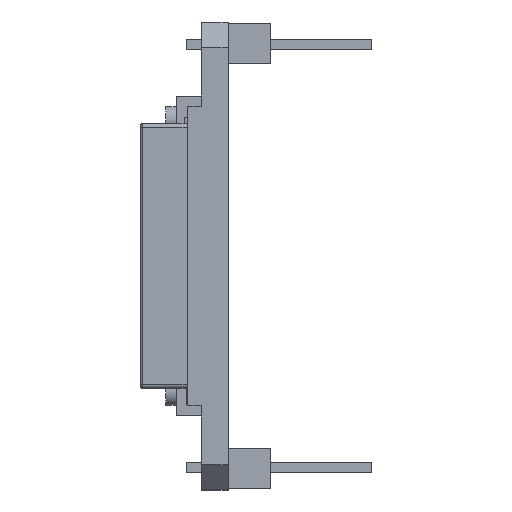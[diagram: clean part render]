
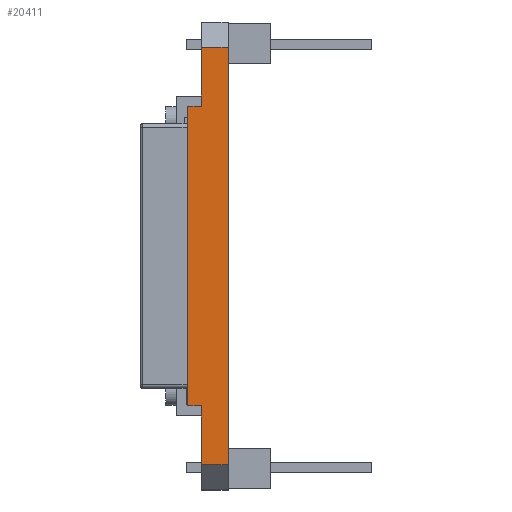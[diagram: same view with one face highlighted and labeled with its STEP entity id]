
A CAD part, left-side view. The second image highlights one B-rep face of the part: STEP entity #20411.
In plain terms, the highlighted planar face has unit normal (-1, 0, 0).
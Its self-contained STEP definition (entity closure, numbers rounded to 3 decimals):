
#312 = CARTESIAN_POINT ( 'NONE',  ( -25.55, 1.6, 13.9 ) ) ;
#2296 = DIRECTION ( 'NONE',  ( 1., 0., 0. ) ) ;
#2578 = DIRECTION ( 'NONE',  ( 0., -1., 0. ) ) ;
#2695 = CARTESIAN_POINT ( 'NONE',  ( -25.55, 1.6, 13.9 ) ) ;
#3066 = LINE ( 'NONE', #14925, #12975 ) ;
#3134 = ORIENTED_EDGE ( 'NONE', *, *, #22657, .F. ) ;
#3366 = CARTESIAN_POINT ( 'NONE',  ( -25.55, 2.4, -8.9 ) ) ;
#3425 = ORIENTED_EDGE ( 'NONE', *, *, #5934, .T. ) ;
#3426 = VECTOR ( 'NONE', #2578, 1000. ) ;
#3787 = VERTEX_POINT ( 'NONE', #24173 ) ;
#4149 = DIRECTION ( 'NONE',  ( 0., -1., 0. ) ) ;
#5321 = DIRECTION ( 'NONE',  ( 0., 0., 1. ) ) ;
#5401 = VECTOR ( 'NONE', #25227, 1000. ) ;
#5934 = EDGE_CURVE ( 'NONE', #16691, #3787, #23156, .T. ) ;
#6101 = CARTESIAN_POINT ( 'NONE',  ( -25.55, 2.4, -8.9 ) ) ;
#6771 = VECTOR ( 'NONE', #21688, 1000. ) ;
#6787 = VECTOR ( 'NONE', #20967, 1000. ) ;
#7813 = LINE ( 'NONE', #20003, #16200 ) ;
#7870 = CARTESIAN_POINT ( 'NONE',  ( -25.55, 1.6, 12.4 ) ) ;
#7883 = CARTESIAN_POINT ( 'NONE',  ( -25.55, 1.6, 8.9 ) ) ;
#8294 = EDGE_LOOP ( 'NONE', ( #24043, #3425, #13559, #11318, #18498, #23777, #3134, #25393 ) ) ;
#9095 = CARTESIAN_POINT ( 'NONE',  ( -25.55, 0., 13.9 ) ) ;
#10249 = CARTESIAN_POINT ( 'NONE',  ( -25.55, 2.4, 8.9 ) ) ;
#11107 = AXIS2_PLACEMENT_3D ( 'NONE', #312, #2296, #14966 ) ;
#11318 = ORIENTED_EDGE ( 'NONE', *, *, #12195, .F. ) ;
#11420 = LINE ( 'NONE', #6101, #24724 ) ;
#11671 = EDGE_CURVE ( 'NONE', #14601, #3787, #24528, .T. ) ;
#12195 = EDGE_CURVE ( 'NONE', #19129, #14601, #13979, .T. ) ;
#12238 = VERTEX_POINT ( 'NONE', #24993 ) ;
#12635 = LINE ( 'NONE', #18804, #6787 ) ;
#12975 = VECTOR ( 'NONE', #5321, 1000. ) ;
#13559 = ORIENTED_EDGE ( 'NONE', *, *, #11671, .F. ) ;
#13979 = LINE ( 'NONE', #18967, #3426 ) ;
#14601 = VERTEX_POINT ( 'NONE', #7883 ) ;
#14925 = CARTESIAN_POINT ( 'NONE',  ( -25.55, 1.6, 13.9 ) ) ;
#14966 = DIRECTION ( 'NONE',  ( 0., 0., -1. ) ) ;
#15964 = CARTESIAN_POINT ( 'NONE',  ( -25.55, 1.6, -8.9 ) ) ;
#16200 = VECTOR ( 'NONE', #4149, 1000. ) ;
#16208 = VERTEX_POINT ( 'NONE', #15964 ) ;
#16691 = VERTEX_POINT ( 'NONE', #25434 ) ;
#17165 = EDGE_CURVE ( 'NONE', #22276, #16691, #17463, .T. ) ;
#17463 = LINE ( 'NONE', #9095, #5401 ) ;
#17538 = CARTESIAN_POINT ( 'NONE',  ( -25.55, 0., -12.4 ) ) ;
#17770 = DIRECTION ( 'NONE',  ( 0., 0., 1. ) ) ;
#17997 = PLANE ( 'NONE',  #11107 ) ;
#18385 = VERTEX_POINT ( 'NONE', #3366 ) ;
#18498 = ORIENTED_EDGE ( 'NONE', *, *, #22834, .F. ) ;
#18558 = DIRECTION ( 'NONE',  ( 0., 0., 1. ) ) ;
#18804 = CARTESIAN_POINT ( 'NONE',  ( -25.55, 2.4, -8.9 ) ) ;
#18967 = CARTESIAN_POINT ( 'NONE',  ( -25.55, 2.4, 8.9 ) ) ;
#19129 = VERTEX_POINT ( 'NONE', #10249 ) ;
#19287 = VECTOR ( 'NONE', #18558, 1000. ) ;
#19911 = FACE_OUTER_BOUND ( 'NONE', #8294, .T. ) ;
#20003 = CARTESIAN_POINT ( 'NONE',  ( -25.55, 1.6, -12.4 ) ) ;
#20411 = ADVANCED_FACE ( 'NONE', ( #19911 ), #17997, .F. ) ;
#20967 = DIRECTION ( 'NONE',  ( 0., -1., 0. ) ) ;
#21688 = DIRECTION ( 'NONE',  ( 0., 1., 0. ) ) ;
#22276 = VERTEX_POINT ( 'NONE', #17538 ) ;
#22657 = EDGE_CURVE ( 'NONE', #12238, #16208, #3066, .T. ) ;
#22834 = EDGE_CURVE ( 'NONE', #18385, #19129, #11420, .T. ) ;
#23156 = LINE ( 'NONE', #7870, #6771 ) ;
#23777 = ORIENTED_EDGE ( 'NONE', *, *, #23982, .T. ) ;
#23982 = EDGE_CURVE ( 'NONE', #18385, #16208, #12635, .T. ) ;
#24043 = ORIENTED_EDGE ( 'NONE', *, *, #17165, .T. ) ;
#24173 = CARTESIAN_POINT ( 'NONE',  ( -25.55, 1.6, 12.4 ) ) ;
#24528 = LINE ( 'NONE', #2695, #19287 ) ;
#24724 = VECTOR ( 'NONE', #17770, 1000. ) ;
#24993 = CARTESIAN_POINT ( 'NONE',  ( -25.55, 1.6, -12.4 ) ) ;
#25097 = EDGE_CURVE ( 'NONE', #12238, #22276, #7813, .T. ) ;
#25227 = DIRECTION ( 'NONE',  ( 0., 0., 1. ) ) ;
#25393 = ORIENTED_EDGE ( 'NONE', *, *, #25097, .T. ) ;
#25434 = CARTESIAN_POINT ( 'NONE',  ( -25.55, 0., 12.4 ) ) ;
